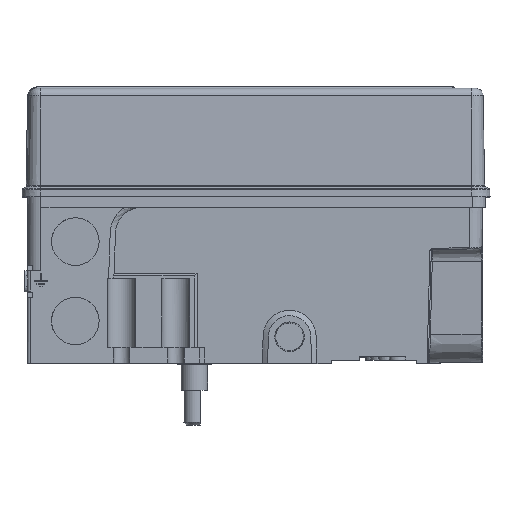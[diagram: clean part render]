
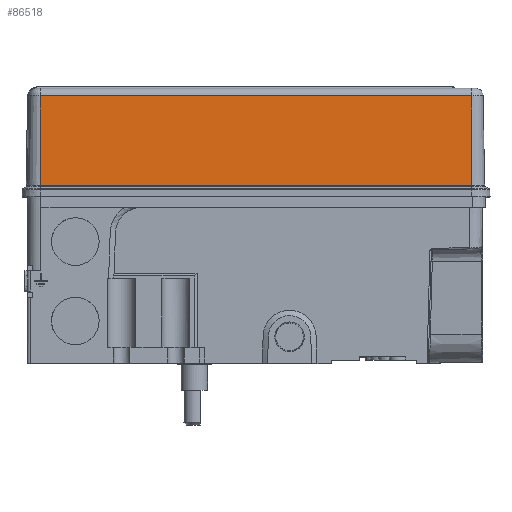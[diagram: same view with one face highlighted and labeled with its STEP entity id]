
A CAD part, top view. The second image highlights one B-rep face of the part: STEP entity #86518.
In plain terms, the highlighted planar face has unit normal (0, 0.018, 1).
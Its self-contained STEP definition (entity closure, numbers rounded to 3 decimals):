
#1359 = DIRECTION ( 'NONE',  ( 0., -1., 0.017 ) ) ;
#6743 = CARTESIAN_POINT ( 'NONE',  ( -81.712, 3.283, 32.656 ) ) ;
#8455 = LINE ( 'NONE', #88698, #13038 ) ;
#13038 = VECTOR ( 'NONE', #53219, 1000. ) ;
#13510 = DIRECTION ( 'NONE',  ( 0., 0.017, 1. ) ) ;
#14174 = VECTOR ( 'NONE', #1359, 1000. ) ;
#14665 = VERTEX_POINT ( 'NONE', #96478 ) ;
#18231 = CARTESIAN_POINT ( 'NONE',  ( 81.288, 0., 32.713 ) ) ;
#20175 = VERTEX_POINT ( 'NONE', #32263 ) ;
#22714 = ORIENTED_EDGE ( 'NONE', *, *, #94673, .T. ) ;
#26195 = VECTOR ( 'NONE', #111456, 1000. ) ;
#26395 = LINE ( 'NONE', #18231, #14174 ) ;
#29266 = CARTESIAN_POINT ( 'NONE',  ( -81.712, 37.052, 32.067 ) ) ;
#32263 = CARTESIAN_POINT ( 'NONE',  ( -81.712, 37.052, 32.067 ) ) ;
#41386 = DIRECTION ( 'NONE',  ( 1., 0., 0. ) ) ;
#49813 = LINE ( 'NONE', #6743, #26195 ) ;
#53219 = DIRECTION ( 'NONE',  ( 0., -1., 0.017 ) ) ;
#58214 = VECTOR ( 'NONE', #64753, 1000. ) ;
#58670 = EDGE_CURVE ( 'NONE', #14665, #101364, #26395, .T. ) ;
#63060 = AXIS2_PLACEMENT_3D ( 'NONE', #103595, #13510, #41386 ) ;
#64753 = DIRECTION ( 'NONE',  ( -1., 0., 0. ) ) ;
#65787 = CARTESIAN_POINT ( 'NONE',  ( -81.712, 3.283, 32.656 ) ) ;
#68531 = EDGE_CURVE ( 'NONE', #88238, #101364, #49813, .T. ) ;
#79127 = EDGE_LOOP ( 'NONE', ( #85381, #88163, #111407, #22714 ) ) ;
#85381 = ORIENTED_EDGE ( 'NONE', *, *, #107943, .T. ) ;
#86518 = ADVANCED_FACE ( 'NONE', ( #101890 ), #112325, .T. ) ;
#88163 = ORIENTED_EDGE ( 'NONE', *, *, #68531, .T. ) ;
#88238 = VERTEX_POINT ( 'NONE', #65787 ) ;
#88698 = CARTESIAN_POINT ( 'NONE',  ( -81.712, 0., 32.713 ) ) ;
#90498 = CARTESIAN_POINT ( 'NONE',  ( 81.288, 3.283, 32.656 ) ) ;
#94673 = EDGE_CURVE ( 'NONE', #14665, #20175, #108941, .T. ) ;
#96478 = CARTESIAN_POINT ( 'NONE',  ( 81.288, 37.052, 32.067 ) ) ;
#101364 = VERTEX_POINT ( 'NONE', #90498 ) ;
#101890 = FACE_OUTER_BOUND ( 'NONE', #79127, .T. ) ;
#103595 = CARTESIAN_POINT ( 'NONE',  ( -81.712, 0., 32.713 ) ) ;
#107943 = EDGE_CURVE ( 'NONE', #20175, #88238, #8455, .T. ) ;
#108941 = LINE ( 'NONE', #29266, #58214 ) ;
#111407 = ORIENTED_EDGE ( 'NONE', *, *, #58670, .F. ) ;
#111456 = DIRECTION ( 'NONE',  ( 1., 0., 0. ) ) ;
#112325 = PLANE ( 'NONE',  #63060 ) ;
